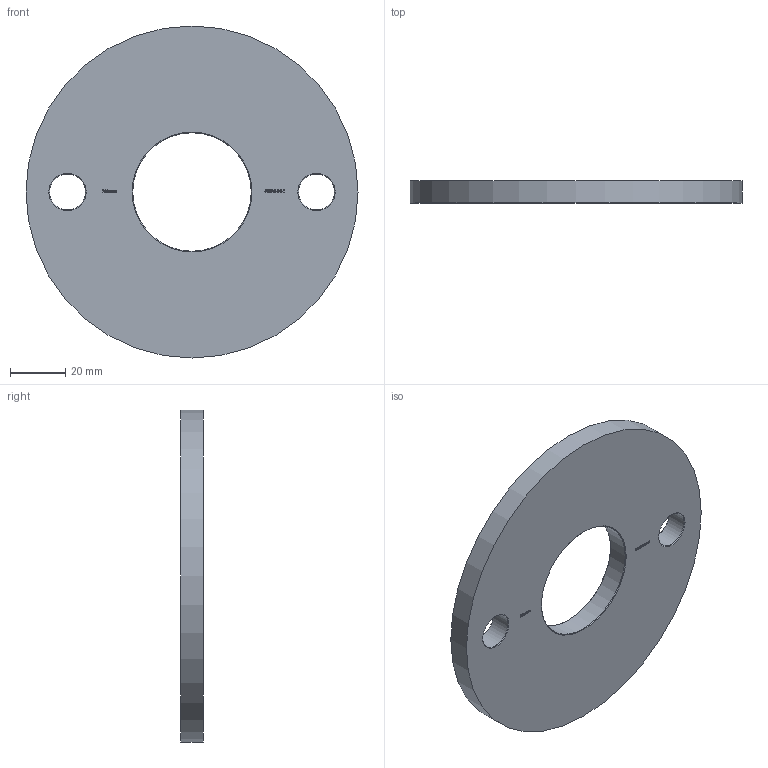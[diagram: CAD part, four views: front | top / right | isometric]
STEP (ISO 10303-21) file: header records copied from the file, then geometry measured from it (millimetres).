
FILE_DESCRIPTION (( 'STEP AP203' ), '1' );
FILE_NAME ('54302-240-8-R.STEP', '2022-11-11T09:55:00', ( '' ), ( '' ), 'SwSTEP 2.0', 'SolidWorks 2018', '' );
FILE_SCHEMA (( 'CONFIG_CONTROL_DESIGN' ));
Length unit declared in the file: millimetre
Products named in the file (1): 54302-240-8-R
Bounding box: 120 x 8 x 120 mm (x, y, z)
Volume: 76830.5 mm3; surface area: 23900.3 mm2
Topology: 1 solids, 1 shells, 289 faces, 762 edges, 506 vertices
Faces by surface type: plane 157, bspline 122, cone 6, cylinder 4
Full cylindrical faces by diameter (mm): 13 x2, 42.8 x1, 120 x1
Entity records: 15649 total; most frequent: CARTESIAN_POINT 9270, ORIENTED_EDGE 1504, DIRECTION 858, EDGE_CURVE 752, VERTEX_POINT 506, VECTOR 494, LINE 494, EDGE_LOOP 336
